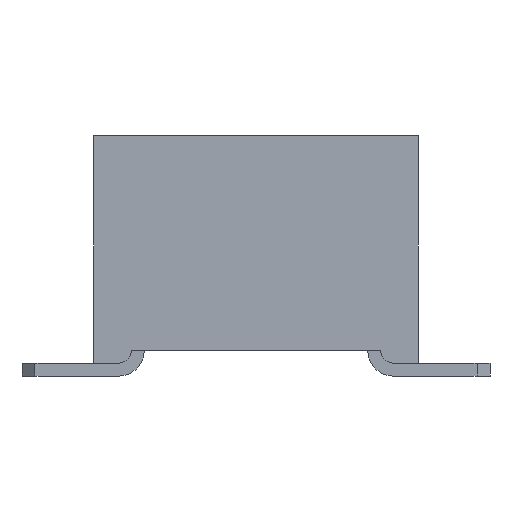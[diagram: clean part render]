
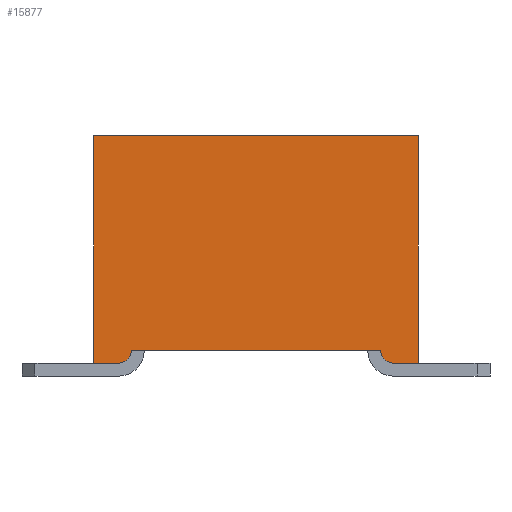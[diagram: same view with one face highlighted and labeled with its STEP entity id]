
A CAD part, front view. The second image highlights one B-rep face of the part: STEP entity #15877.
In plain terms, the highlighted face is planar.
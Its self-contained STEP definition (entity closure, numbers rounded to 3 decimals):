
#746=CIRCLE('',#17314,0.2);
#747=CIRCLE('',#17315,0.2);
#5226=ORIENTED_EDGE('',*,*,#7579,.T.);
#5227=ORIENTED_EDGE('',*,*,#7608,.T.);
#5228=ORIENTED_EDGE('',*,*,#7609,.F.);
#5229=ORIENTED_EDGE('',*,*,#7610,.T.);
#5230=ORIENTED_EDGE('',*,*,#7605,.T.);
#5231=ORIENTED_EDGE('',*,*,#7581,.T.);
#5232=ORIENTED_EDGE('',*,*,#7588,.T.);
#5233=ORIENTED_EDGE('',*,*,#7585,.T.);
#7579=EDGE_CURVE('',#9066,#9065,#10849,.T.);
#7581=EDGE_CURVE('',#9067,#9068,#10851,.T.);
#7585=EDGE_CURVE('',#9071,#9066,#10855,.T.);
#7588=EDGE_CURVE('',#9068,#9071,#10858,.T.);
#7605=EDGE_CURVE('',#9080,#9067,#10875,.T.);
#7608=EDGE_CURVE('',#9065,#9082,#746,.T.);
#7609=EDGE_CURVE('',#9083,#9082,#10878,.T.);
#7610=EDGE_CURVE('',#9083,#9080,#747,.T.);
#9065=VERTEX_POINT('',#26315);
#9066=VERTEX_POINT('',#26317);
#9067=VERTEX_POINT('',#26321);
#9068=VERTEX_POINT('',#26322);
#9071=VERTEX_POINT('',#26330);
#9080=VERTEX_POINT('',#26367);
#9082=VERTEX_POINT('',#26373);
#9083=VERTEX_POINT('',#26375);
#10849=LINE('',#26316,#12659);
#10851=LINE('',#26320,#12661);
#10855=LINE('',#26329,#12665);
#10858=LINE('',#26335,#12668);
#10875=LINE('',#26366,#12685);
#10878=LINE('',#26374,#12688);
#12659=VECTOR('',#21712,1000.);
#12661=VECTOR('',#21716,1000.);
#12665=VECTOR('',#21722,1000.);
#12668=VECTOR('',#21727,1000.);
#12685=VECTOR('',#21758,1000.);
#12688=VECTOR('',#21765,1000.);
#13559=EDGE_LOOP('',(#5226,#5227,#5228,#5229,#5230,#5231,#5232,#5233));
#14419=FACE_BOUND('',#13559,.T.);
#15029=PLANE('',#17313);
#15877=ADVANCED_FACE('',(#14419),#15029,.T.);
#17313=AXIS2_PLACEMENT_3D('',#26371,#21761,#21762);
#17314=AXIS2_PLACEMENT_3D('',#26372,#21763,#21764);
#17315=AXIS2_PLACEMENT_3D('',#26376,#21766,#21767);
#21712=DIRECTION('',(0.,-1.,0.));
#21716=DIRECTION('',(0.,0.,1.));
#21722=DIRECTION('',(0.,0.,-1.));
#21727=DIRECTION('',(0.,1.,0.));
#21758=DIRECTION('',(0.,-1.,0.));
#21761=DIRECTION('',(-1.,0.,0.));
#21762=DIRECTION('',(0.,0.,1.));
#21763=DIRECTION('',(-1.,0.,0.));
#21764=DIRECTION('',(0.,0.,1.));
#21765=DIRECTION('',(0.,1.,0.));
#21766=DIRECTION('',(-1.,0.,0.));
#21767=DIRECTION('',(0.,0.,1.));
#26315=CARTESIAN_POINT('',(-6.35,2.12,-1.75));
#26316=CARTESIAN_POINT('',(-6.35,2.5,-1.75));
#26317=CARTESIAN_POINT('',(-6.35,2.5,-1.75));
#26320=CARTESIAN_POINT('',(-6.35,-2.5,-1.75));
#26321=CARTESIAN_POINT('',(-6.35,-2.5,-1.75));
#26322=CARTESIAN_POINT('',(-6.35,-2.5,1.75));
#26329=CARTESIAN_POINT('',(-6.35,2.5,1.75));
#26330=CARTESIAN_POINT('',(-6.35,2.5,1.75));
#26335=CARTESIAN_POINT('',(-6.35,-2.5,1.75));
#26366=CARTESIAN_POINT('',(-6.35,2.5,-1.75));
#26367=CARTESIAN_POINT('',(-6.35,-2.12,-1.75));
#26371=CARTESIAN_POINT('',(-6.35,0.,0.));
#26372=CARTESIAN_POINT('',(-6.35,2.12,-1.55));
#26373=CARTESIAN_POINT('',(-6.35,1.92,-1.55));
#26374=CARTESIAN_POINT('',(-6.35,0.,-1.55));
#26375=CARTESIAN_POINT('',(-6.35,-1.92,-1.55));
#26376=CARTESIAN_POINT('',(-6.35,-2.12,-1.55));
